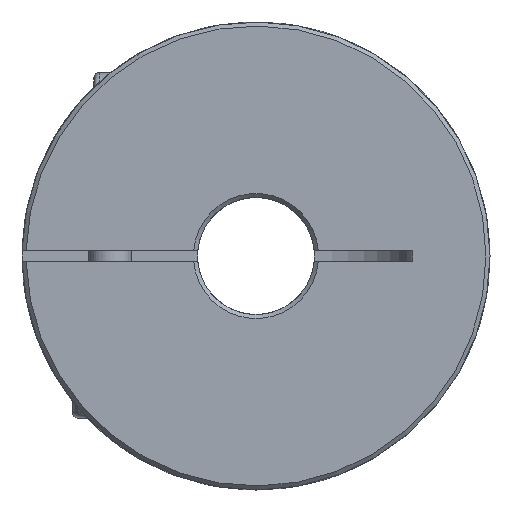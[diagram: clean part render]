
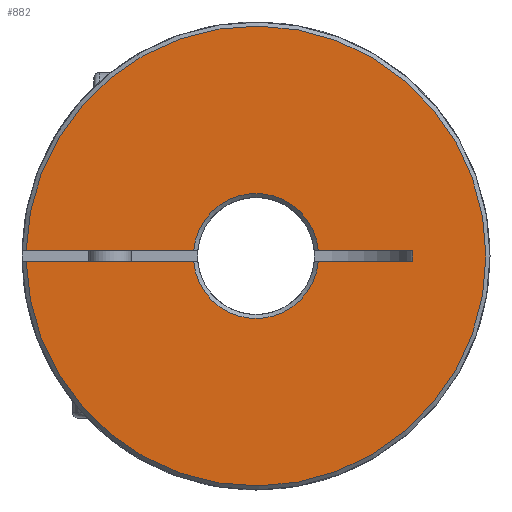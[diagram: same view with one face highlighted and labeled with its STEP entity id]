
A CAD part, left-side view. The second image highlights one B-rep face of the part: STEP entity #882.
In plain terms, the highlighted planar face has unit normal (-1, 0, 0).
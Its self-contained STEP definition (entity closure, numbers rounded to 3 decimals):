
#292 = EDGE_CURVE ( 'NONE', #1462, #1461, #3207, .T. ) ;
#302 = EDGE_CURVE ( 'NONE', #1351, #1356, #3219, .T. ) ;
#304 = EDGE_CURVE ( 'NONE', #1354, #1462, #3212, .T. ) ;
#306 = EDGE_CURVE ( 'NONE', #1353, #1461, #3217, .T. ) ;
#307 = EDGE_CURVE ( 'NONE', #1353, #1352, #3223, .T. ) ;
#308 = EDGE_CURVE ( 'NONE', #1351, #1352, #3208, .T. ) ;
#309 = EDGE_CURVE ( 'NONE', #1355, #1356, #3228, .T. ) ;
#310 = EDGE_CURVE ( 'NONE', #1355, #1354, #3232, .T. ) ;
#882 = ADVANCED_FACE ( 'NONE', ( #4219 ), #3753, .T. ) ;
#967 = EDGE_LOOP ( 'NONE', ( #1213, #1214, #1215, #1216, #1217, #1218, #1219, #1220 ) ) ;
#1213 = ORIENTED_EDGE ( 'NONE', *, *, #308, .T. ) ;
#1214 = ORIENTED_EDGE ( 'NONE', *, *, #307, .F. ) ;
#1215 = ORIENTED_EDGE ( 'NONE', *, *, #306, .T. ) ;
#1216 = ORIENTED_EDGE ( 'NONE', *, *, #292, .F. ) ;
#1217 = ORIENTED_EDGE ( 'NONE', *, *, #304, .F. ) ;
#1218 = ORIENTED_EDGE ( 'NONE', *, *, #310, .F. ) ;
#1219 = ORIENTED_EDGE ( 'NONE', *, *, #309, .T. ) ;
#1220 = ORIENTED_EDGE ( 'NONE', *, *, #302, .F. ) ;
#1351 = VERTEX_POINT ( 'NONE', #3897 ) ;
#1352 = VERTEX_POINT ( 'NONE', #3898 ) ;
#1353 = VERTEX_POINT ( 'NONE', #3899 ) ;
#1354 = VERTEX_POINT ( 'NONE', #3900 ) ;
#1355 = VERTEX_POINT ( 'NONE', #3901 ) ;
#1356 = VERTEX_POINT ( 'NONE', #3902 ) ;
#1461 = VERTEX_POINT ( 'NONE', #4360 ) ;
#1462 = VERTEX_POINT ( 'NONE', #4361 ) ;
#2284 = AXIS2_PLACEMENT_3D ( 'NONE', #2797, #2799, #2800 ) ;
#2291 = AXIS2_PLACEMENT_3D ( 'NONE', #2821, #2861, #2862 ) ;
#2296 = AXIS2_PLACEMENT_3D ( 'NONE', #2876, #2881, #2882 ) ;
#2797 = CARTESIAN_POINT ( 'NONE',  ( -25., 0., 0. ) ) ;
#2799 = DIRECTION ( 'NONE',  ( -1., 0., 0. ) ) ;
#2800 = DIRECTION ( 'NONE',  ( 0., -1., 0. ) ) ;
#2821 = CARTESIAN_POINT ( 'NONE',  ( -25., 0., 0. ) ) ;
#2861 = DIRECTION ( 'NONE',  ( -1., 0., 0. ) ) ;
#2862 = DIRECTION ( 'NONE',  ( 0., -1., 0. ) ) ;
#2864 = CARTESIAN_POINT ( 'NONE',  ( -25., -14.714, -17.852 ) ) ;
#2867 = CARTESIAN_POINT ( 'NONE',  ( -25., 0., -0.5 ) ) ;
#2868 = DIRECTION ( 'NONE',  ( 0., -1., 0. ) ) ;
#2871 = CARTESIAN_POINT ( 'NONE',  ( -25., -14.714, -0.5 ) ) ;
#2872 = DIRECTION ( 'NONE',  ( 0., 1., 0. ) ) ;
#2873 = CARTESIAN_POINT ( 'NONE',  ( -25., -14.714, 0.5 ) ) ;
#2875 = DIRECTION ( 'NONE',  ( 0., 0., 1. ) ) ;
#2876 = CARTESIAN_POINT ( 'NONE',  ( -25., 0., 0. ) ) ;
#2877 = DIRECTION ( 'NONE',  ( 0., -1., 0. ) ) ;
#2878 = CARTESIAN_POINT ( 'NONE',  ( -25., 0., 0.5 ) ) ;
#2879 = DIRECTION ( 'NONE',  ( 0., -1., 0. ) ) ;
#2881 = DIRECTION ( 'NONE',  ( 1., 0., 0. ) ) ;
#2882 = DIRECTION ( 'NONE',  ( 0., -1., 0. ) ) ;
#3207 = CIRCLE ( 'NONE', #2284, 5.881 ) ;
#3208 = LINE ( 'NONE', #2873, #3226 ) ;
#3212 = LINE ( 'NONE', #2867, #3215 ) ;
#3215 = VECTOR ( 'NONE', #2868, 1000. ) ;
#3217 = LINE ( 'NONE', #2871, #3220 ) ;
#3219 = CIRCLE ( 'NONE', #2291, 5.881 ) ;
#3220 = VECTOR ( 'NONE', #2872, 1000. ) ;
#3223 = LINE ( 'NONE', #2864, #3225 ) ;
#3225 = VECTOR ( 'NONE', #2875, 1000. ) ;
#3226 = VECTOR ( 'NONE', #2877, 1000. ) ;
#3228 = LINE ( 'NONE', #2878, #3229 ) ;
#3229 = VECTOR ( 'NONE', #2879, 1000. ) ;
#3232 = CIRCLE ( 'NONE', #2296, 21.619 ) ;
#3746 = CARTESIAN_POINT ( 'NONE',  ( -25., 0., 0. ) ) ;
#3753 = PLANE ( 'NONE',  #4281 ) ;
#3756 = DIRECTION ( 'NONE',  ( -1., 0., 0. ) ) ;
#3757 = DIRECTION ( 'NONE',  ( 0., -1., 0. ) ) ;
#3897 = CARTESIAN_POINT ( 'NONE',  ( -25., -5.86, 0.5 ) ) ;
#3898 = CARTESIAN_POINT ( 'NONE',  ( -25., -14.714, 0.5 ) ) ;
#3899 = CARTESIAN_POINT ( 'NONE',  ( -25., -14.714, -0.5 ) ) ;
#3900 = CARTESIAN_POINT ( 'NONE',  ( -25., 21.613, -0.5 ) ) ;
#3901 = CARTESIAN_POINT ( 'NONE',  ( -25., 21.613, 0.5 ) ) ;
#3902 = CARTESIAN_POINT ( 'NONE',  ( -25., 5.86, 0.5 ) ) ;
#4219 = FACE_OUTER_BOUND ( 'NONE', #967, .T. ) ;
#4281 = AXIS2_PLACEMENT_3D ( 'NONE', #3746, #3756, #3757 ) ;
#4360 = CARTESIAN_POINT ( 'NONE',  ( -25., -5.86, -0.5 ) ) ;
#4361 = CARTESIAN_POINT ( 'NONE',  ( -25., 5.86, -0.5 ) ) ;
